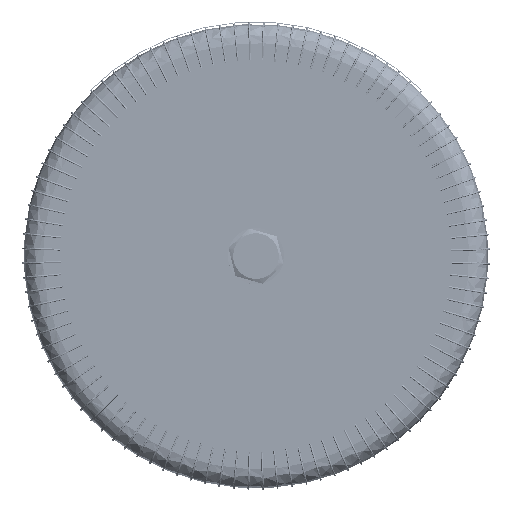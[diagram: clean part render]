
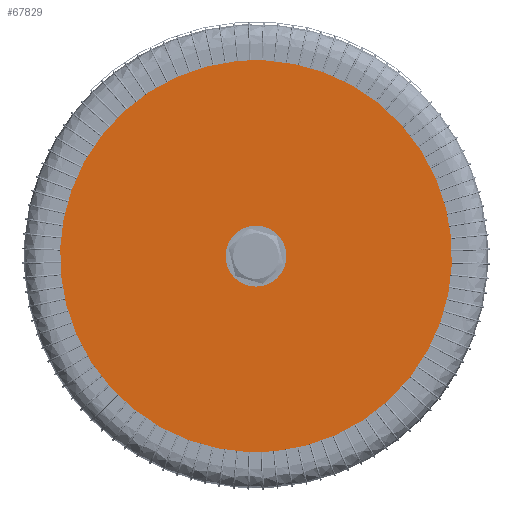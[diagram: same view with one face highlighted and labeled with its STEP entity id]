
A CAD part, front view. The second image highlights one B-rep face of the part: STEP entity #67829.
In plain terms, the highlighted free-form (B-spline) face has degree [1, 1] with [2, 2] control points.
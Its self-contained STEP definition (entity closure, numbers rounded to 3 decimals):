
#67712 = VERTEX_POINT('',#67713);
#67713 = CARTESIAN_POINT('',(-0.289,-101.776,
    -5.578));
#67718 = EDGE_CURVE('',#67712,#67719,#67721,.T.);
#67719 = VERTEX_POINT('',#67720);
#67720 = CARTESIAN_POINT('',(0.289,-101.776,
    5.578));
#67721 = ( BOUNDED_CURVE() B_SPLINE_CURVE(2,(#67722,#67723,#67724,#67725
,#67726),.UNSPECIFIED.,.F.,.F.) B_SPLINE_CURVE_WITH_KNOTS((3,2,3),(
    3.142,4.712,6.283),
.PIECEWISE_BEZIER_KNOTS.) CURVE() GEOMETRIC_REPRESENTATION_ITEM() 
RATIONAL_B_SPLINE_CURVE((1.,0.707,1.,0.707,1.)) 
REPRESENTATION_ITEM('') );
#67722 = CARTESIAN_POINT('',(-0.289,-101.776,
    -5.578));
#67723 = CARTESIAN_POINT('',(-5.867,-101.776,
    -5.289));
#67724 = CARTESIAN_POINT('',(-5.578,-101.776,
    0.289));
#67725 = CARTESIAN_POINT('',(-5.289,-101.776,
    5.867));
#67726 = CARTESIAN_POINT('',(0.289,-101.776,
    5.578));
#67770 = VERTEX_POINT('',#67771);
#67771 = CARTESIAN_POINT('',(3.721,-101.776,
    71.815));
#67776 = EDGE_CURVE('',#67770,#67777,#67779,.T.);
#67777 = VERTEX_POINT('',#67778);
#67778 = CARTESIAN_POINT('',(-3.721,-101.776,
    -71.815));
#67779 = ( BOUNDED_CURVE() B_SPLINE_CURVE(2,(#67780,#67781,#67782,#67783
,#67784),.UNSPECIFIED.,.F.,.F.) B_SPLINE_CURVE_WITH_KNOTS((3,2,3),(0.,
1.571,3.142),.PIECEWISE_BEZIER_KNOTS.) CURVE() 
GEOMETRIC_REPRESENTATION_ITEM() RATIONAL_B_SPLINE_CURVE((1.,
0.707,1.,0.707,1.)) REPRESENTATION_ITEM('') );
#67780 = CARTESIAN_POINT('',(3.721,-101.776,
    71.815));
#67781 = CARTESIAN_POINT('',(75.536,-101.776,
    68.094));
#67782 = CARTESIAN_POINT('',(71.815,-101.776,
    -3.721));
#67783 = CARTESIAN_POINT('',(68.094,-101.776,
    -75.536));
#67784 = CARTESIAN_POINT('',(-3.721,-101.776,
    -71.815));
#67829 = ADVANCED_FACE('',(#67830,#67841),#67852,.F.);
#67830 = FACE_BOUND('',#67831,.T.);
#67831 = EDGE_LOOP('',(#67832,#67840));
#67832 = ORIENTED_EDGE('',*,*,#67833,.F.);
#67833 = EDGE_CURVE('',#67777,#67770,#67834,.T.);
#67834 = ( BOUNDED_CURVE() B_SPLINE_CURVE(2,(#67835,#67836,#67837,#67838
,#67839),.UNSPECIFIED.,.F.,.F.) B_SPLINE_CURVE_WITH_KNOTS((3,2,3),(
    3.142,4.712,6.283),
.PIECEWISE_BEZIER_KNOTS.) CURVE() GEOMETRIC_REPRESENTATION_ITEM() 
RATIONAL_B_SPLINE_CURVE((1.,0.707,1.,0.707,1.)) 
REPRESENTATION_ITEM('') );
#67835 = CARTESIAN_POINT('',(-3.721,-101.776,
    -71.815));
#67836 = CARTESIAN_POINT('',(-75.536,-101.776,
    -68.094));
#67837 = CARTESIAN_POINT('',(-71.815,-101.776,
    3.721));
#67838 = CARTESIAN_POINT('',(-68.094,-101.776,
    75.536));
#67839 = CARTESIAN_POINT('',(3.721,-101.776,
    71.815));
#67840 = ORIENTED_EDGE('',*,*,#67776,.F.);
#67841 = FACE_BOUND('',#67842,.T.);
#67842 = EDGE_LOOP('',(#67843,#67844));
#67843 = ORIENTED_EDGE('',*,*,#67718,.T.);
#67844 = ORIENTED_EDGE('',*,*,#67845,.T.);
#67845 = EDGE_CURVE('',#67719,#67712,#67846,.T.);
#67846 = ( BOUNDED_CURVE() B_SPLINE_CURVE(2,(#67847,#67848,#67849,#67850
,#67851),.UNSPECIFIED.,.F.,.F.) B_SPLINE_CURVE_WITH_KNOTS((3,2,3),(0.,
1.571,3.142),.PIECEWISE_BEZIER_KNOTS.) CURVE() 
GEOMETRIC_REPRESENTATION_ITEM() RATIONAL_B_SPLINE_CURVE((1.,
0.707,1.,0.707,1.)) REPRESENTATION_ITEM('') );
#67847 = CARTESIAN_POINT('',(0.289,-101.776,
    5.578));
#67848 = CARTESIAN_POINT('',(5.867,-101.776,
    5.289));
#67849 = CARTESIAN_POINT('',(5.578,-101.776,
    -0.289));
#67850 = CARTESIAN_POINT('',(5.289,-101.776,
    -5.867));
#67851 = CARTESIAN_POINT('',(-0.289,-101.776,
    -5.578));
#67852 = B_SPLINE_SURFACE_WITH_KNOTS('',1,1,(
    (#67853,#67854)
    ,(#67855,#67856
  )),.UNSPECIFIED.,.F.,.F.,.F.,(2,2),(2,2),(-51.5,51.5),(-51.5,51.5),
  .PIECEWISE_BEZIER_KNOTS.);
#67853 = CARTESIAN_POINT('',(-75.536,-101.776,
    -68.094));
#67854 = CARTESIAN_POINT('',(68.094,-101.776,
    -75.536));
#67855 = CARTESIAN_POINT('',(-68.094,-101.776,
    75.536));
#67856 = CARTESIAN_POINT('',(75.536,-101.776,
    68.094));
